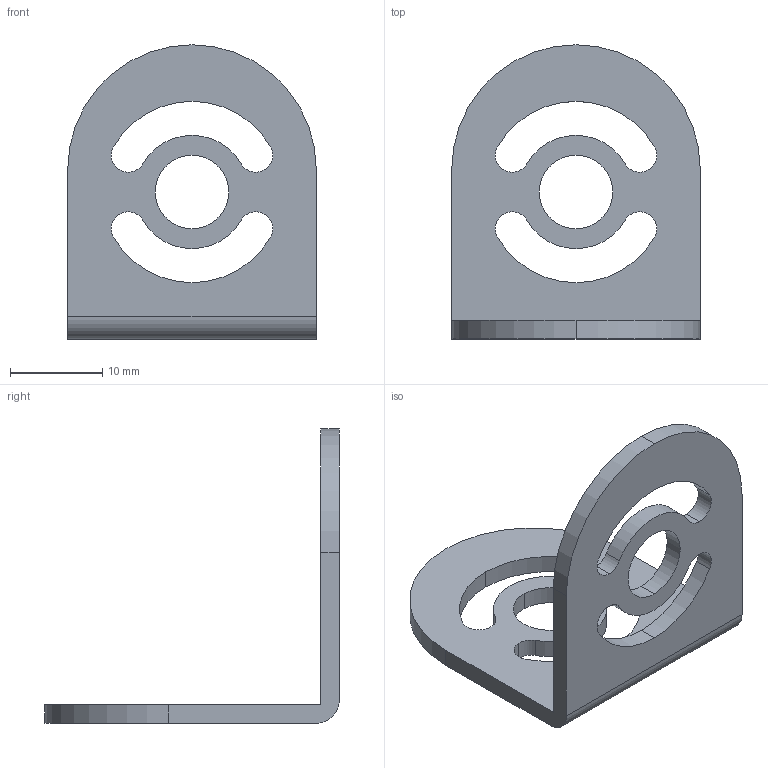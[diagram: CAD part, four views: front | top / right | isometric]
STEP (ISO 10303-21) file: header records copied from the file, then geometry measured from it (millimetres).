
FILE_DESCRIPTION (( 'STEP AP214' ), '1' );
FILE_NAME ('41790_TXM-Adjustable Angle Corner Bracket.STEP', '2017-02-01T20:56:25', ( '' ), ( '' ), 'SwSTEP 2.0', 'SolidWorks 2016', '' );
FILE_SCHEMA (( 'AUTOMOTIVE_DESIGN' ));
Length unit declared in the file: millimetre
Products named in the file (2): 41790_TXM-Adjustable Angle Corner Bracket
Bounding box: 27 x 32 x 32 mm (x, y, z)
Volume: 2215.9 mm3; surface area: 2991.7 mm2
Topology: 1 solids, 1 shells, 39 faces, 111 edges, 74 vertices
Faces by surface type: cylinder 33, plane 6
Entity records: 1384 total; most frequent: DIRECTION 259, CARTESIAN_POINT 226, ORIENTED_EDGE 222, EDGE_CURVE 111, AXIS2_PLACEMENT_3D 107, VERTEX_POINT 74, CIRCLE 66, EDGE_LOOP 51
